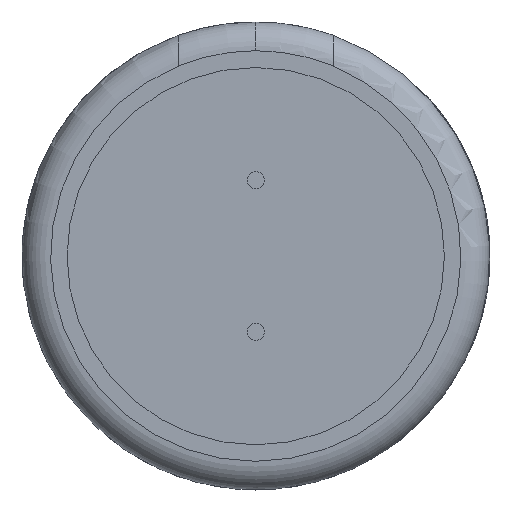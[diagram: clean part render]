
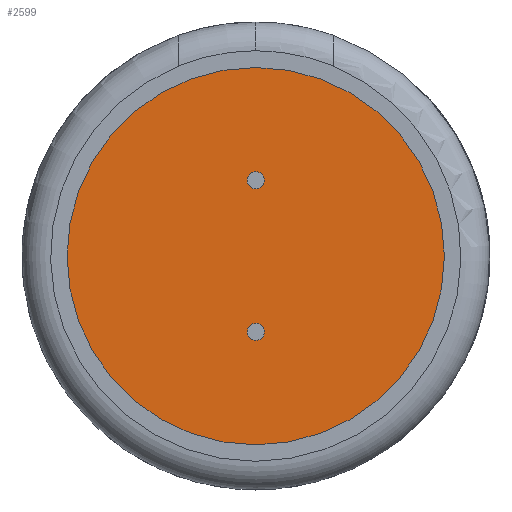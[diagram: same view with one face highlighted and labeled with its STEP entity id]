
A CAD part, front view. The second image highlights one B-rep face of the part: STEP entity #2599.
In plain terms, the highlighted planar face has unit normal (0, -1, 0).
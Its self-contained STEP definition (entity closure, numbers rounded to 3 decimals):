
#125 = CIRCLE ( 'NONE', #13014, 0.3 ) ;
#340 = CARTESIAN_POINT ( 'NONE',  ( 0., -4.931, 2.64 ) ) ;
#342 = VERTEX_POINT ( 'NONE', #7607 ) ;
#478 = ORIENTED_EDGE ( 'NONE', *, *, #7859, .F. ) ;
#494 = DIRECTION ( 'NONE',  ( 0., 0., 1. ) ) ;
#1276 = AXIS2_PLACEMENT_3D ( 'NONE', #340, #6066, #7408 ) ;
#1356 = EDGE_CURVE ( 'NONE', #3730, #5437, #9946, .T. ) ;
#1452 = EDGE_LOOP ( 'NONE', ( #7123, #8260 ) ) ;
#1454 = FACE_OUTER_BOUND ( 'NONE', #1452, .T. ) ;
#1550 = EDGE_CURVE ( 'NONE', #11270, #342, #7494, .T. ) ;
#2195 = VERTEX_POINT ( 'NONE', #3272 ) ;
#2222 = CARTESIAN_POINT ( 'NONE',  ( 0., -4.931, 2.64 ) ) ;
#2282 = ORIENTED_EDGE ( 'NONE', *, *, #6663, .F. ) ;
#2388 = DIRECTION ( 'NONE',  ( 0., -1., 0. ) ) ;
#2571 = DIRECTION ( 'NONE',  ( 0., -1., 0. ) ) ;
#2599 = ADVANCED_FACE ( 'NONE', ( #7447, #7125, #1454 ), #7287, .T. ) ;
#3018 = CARTESIAN_POINT ( 'NONE',  ( 0., -4.931, 0. ) ) ;
#3272 = CARTESIAN_POINT ( 'NONE',  ( 0., -4.931, -2.94 ) ) ;
#3730 = VERTEX_POINT ( 'NONE', #15091 ) ;
#3761 = AXIS2_PLACEMENT_3D ( 'NONE', #13358, #4867, #12170 ) ;
#4431 = ORIENTED_EDGE ( 'NONE', *, *, #14107, .F. ) ;
#4582 = EDGE_LOOP ( 'NONE', ( #478, #2282 ) ) ;
#4867 = DIRECTION ( 'NONE',  ( 0., -1., 0. ) ) ;
#5437 = VERTEX_POINT ( 'NONE', #7087 ) ;
#6066 = DIRECTION ( 'NONE',  ( 0., -1., 0. ) ) ;
#6088 = DIRECTION ( 'NONE',  ( 0., -1., 0. ) ) ;
#6663 = EDGE_CURVE ( 'NONE', #2195, #7531, #11443, .T. ) ;
#6754 = DIRECTION ( 'NONE',  ( 0., 1., 0. ) ) ;
#6972 = AXIS2_PLACEMENT_3D ( 'NONE', #13619, #7636, #494 ) ;
#7087 = CARTESIAN_POINT ( 'NONE',  ( 0., -4.931, 6.575 ) ) ;
#7123 = ORIENTED_EDGE ( 'NONE', *, *, #13788, .F. ) ;
#7125 = FACE_BOUND ( 'NONE', #10120, .T. ) ;
#7287 = PLANE ( 'NONE',  #3761 ) ;
#7325 = CARTESIAN_POINT ( 'NONE',  ( 0., -4.931, -2.34 ) ) ;
#7335 = CIRCLE ( 'NONE', #10319, 0.3 ) ;
#7408 = DIRECTION ( 'NONE',  ( 0., 0., -1. ) ) ;
#7447 = FACE_BOUND ( 'NONE', #4582, .T. ) ;
#7494 = CIRCLE ( 'NONE', #1276, 0.3 ) ;
#7531 = VERTEX_POINT ( 'NONE', #7325 ) ;
#7607 = CARTESIAN_POINT ( 'NONE',  ( 0., -4.931, 2.94 ) ) ;
#7636 = DIRECTION ( 'NONE',  ( 0., 1., 0. ) ) ;
#7859 = EDGE_CURVE ( 'NONE', #7531, #2195, #125, .T. ) ;
#8260 = ORIENTED_EDGE ( 'NONE', *, *, #1356, .F. ) ;
#8556 = CARTESIAN_POINT ( 'NONE',  ( 0., -4.931, -2.64 ) ) ;
#9023 = DIRECTION ( 'NONE',  ( 0., 0., 1. ) ) ;
#9946 = CIRCLE ( 'NONE', #6972, 6.575 ) ;
#10120 = EDGE_LOOP ( 'NONE', ( #4431, #13606 ) ) ;
#10319 = AXIS2_PLACEMENT_3D ( 'NONE', #2222, #2388, #11858 ) ;
#10848 = DIRECTION ( 'NONE',  ( 0., 0., -1. ) ) ;
#11270 = VERTEX_POINT ( 'NONE', #11378 ) ;
#11378 = CARTESIAN_POINT ( 'NONE',  ( 0., -4.931, 2.34 ) ) ;
#11443 = CIRCLE ( 'NONE', #13191, 0.3 ) ;
#11785 = AXIS2_PLACEMENT_3D ( 'NONE', #3018, #6754, #9023 ) ;
#11858 = DIRECTION ( 'NONE',  ( 0., 0., -1. ) ) ;
#11926 = CARTESIAN_POINT ( 'NONE',  ( 0., -4.931, -2.64 ) ) ;
#12170 = DIRECTION ( 'NONE',  ( 0., 0., -1. ) ) ;
#12323 = DIRECTION ( 'NONE',  ( 0., 0., -1. ) ) ;
#12777 = CIRCLE ( 'NONE', #11785, 6.575 ) ;
#13014 = AXIS2_PLACEMENT_3D ( 'NONE', #11926, #6088, #10848 ) ;
#13191 = AXIS2_PLACEMENT_3D ( 'NONE', #8556, #2571, #12323 ) ;
#13358 = CARTESIAN_POINT ( 'NONE',  ( 0., -4.931, 6.575 ) ) ;
#13606 = ORIENTED_EDGE ( 'NONE', *, *, #1550, .F. ) ;
#13619 = CARTESIAN_POINT ( 'NONE',  ( 0., -4.931, 0. ) ) ;
#13788 = EDGE_CURVE ( 'NONE', #5437, #3730, #12777, .T. ) ;
#14107 = EDGE_CURVE ( 'NONE', #342, #11270, #7335, .T. ) ;
#15091 = CARTESIAN_POINT ( 'NONE',  ( 0., -4.931, -6.575 ) ) ;
